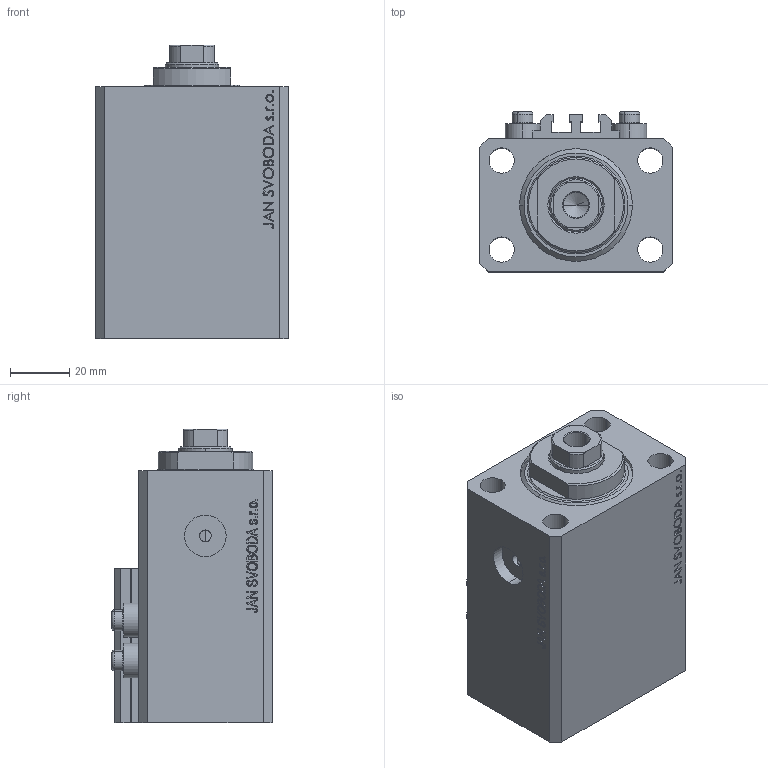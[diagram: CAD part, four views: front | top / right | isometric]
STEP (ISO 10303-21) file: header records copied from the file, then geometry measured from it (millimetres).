
FILE_DESCRIPTION (( 'STEP AP203' ), '1' );
FILE_NAME ('8a91.STEP', '2024-01-19T09:10:20', ( '' ), ( '' ), 'SwSTEP 2.0', 'SolidWorks 2019', '' );
FILE_SCHEMA (( 'CONFIG_CONTROL_DESIGN' ));
Length unit declared in the file: millimetre
Products named in the file (5): ALLEN BOLT V250CE 8cce2dd4b8bd9fef9646b645382d3141; V250CE_C_VCP 8cce2dd4b8bd9fef9646b645382d3141; V250CE_VC_C 8cce2dd4b8bd9fef9646b645382d3141; V250CE_C_Body 8cce2dd4b8bd9fef9646b645382d3141; 8a91
Assembly tree (7 placements, depth 2):
  8a91
    V250CE_C_Body 8cce2dd4b8bd9fef9646b645382d3141
    ALLEN BOLT V250CE 8cce2dd4b8bd9fef9646b645382d3141  x4
    V250CE_C_VCP 8cce2dd4b8bd9fef9646b645382d3141
    V250CE_VC_C 8cce2dd4b8bd9fef9646b645382d3141
Bounding box: 65 x 54 x 99 mm (x, y, z)
Volume: 232059.2 mm3; surface area: 62125.7 mm2
Topology: 8 solids, 8 shells, 1042 faces, 2620 edges, 1711 vertices
Faces by surface type: plane 504, bspline 374, cylinder 92, cone 58, torus 14
Entity records: 47478 total; most frequent: CARTESIAN_POINT 25942, ORIENTED_EDGE 4930, DIRECTION 3069, EDGE_CURVE 2465, VERTEX_POINT 1627, LINE 1493, VECTOR 1493, EDGE_LOOP 1092
